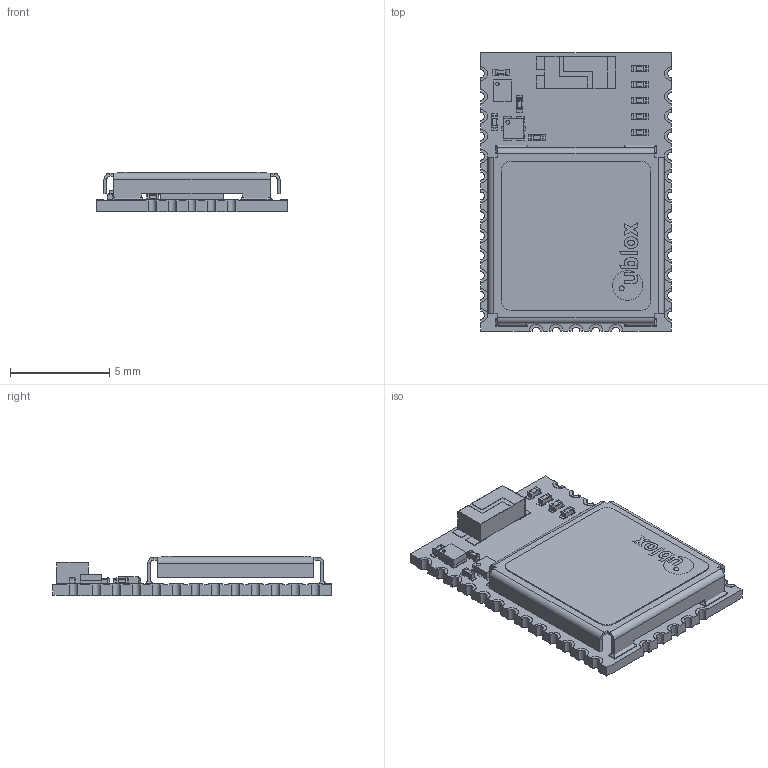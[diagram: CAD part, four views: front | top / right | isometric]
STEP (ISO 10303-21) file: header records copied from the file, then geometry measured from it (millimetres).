
FILE_DESCRIPTION(/* description */ (''),/* implementation_level */ '2;1');
FILE_NAME(/* name */ 'CAM-M8Q (modified colours).step',/* time_stamp */ '2019-02-23T01:55:43+00:00',/* author */ ('eric.n.tech'),/* organization */ (''),/* preprocessor_version */ 'ST-DEVELOPER v17.2',/* originating_system */ 'Autodesk Translation Framework v7.6.0.251',/* authorisation */ '');
FILE_SCHEMA (('AUTOMOTIVE_DESIGN { 1 0 10303 214 3 1 1 }'));
Length unit declared in the file: millimetre
Products named in the file (10): CAM-M8Q; SAW_FILTER; L0201; NJG1143UA2; SHIELDING_COVER_FOR_CAM_Default; CAM_PCB; GPS_CHIP_ANT; C0201; R0201; u-blox_MAX_label_Default
Assembly tree (15 placements, depth 2):
  CAM-M8Q
    SAW_FILTER
    C0201  x3
    L0201
    NJG1143UA2
    SHIELDING_COVER_FOR_CAM_Default
    R0201  x5
    CAM_PCB
    GPS_CHIP_ANT
    u-blox_MAX_label_Default
Bounding box: 9.6 x 14 x 2 mm (x, y, z)
Volume: 99.1 mm3; surface area: 684 mm2
Topology: 46 solids, 46 shells, 1260 faces, 3155 edges, 2002 vertices
Faces by surface type: plane 905, cylinder 231, torus 48, bspline 44, sphere 32
Full cylindrical faces by diameter (mm): 0.05 x1, 0.18 x1, 0.2 x1, 0.8 x1
Entity records: 30288 total; most frequent: CARTESIAN_POINT 5546, ORIENTED_EDGE 4998, DIRECTION 4795, EDGE_CURVE 2499, LINE 2069, VECTOR 2069, VERTEX_POINT 1618, AXIS2_PLACEMENT_3D 1363
